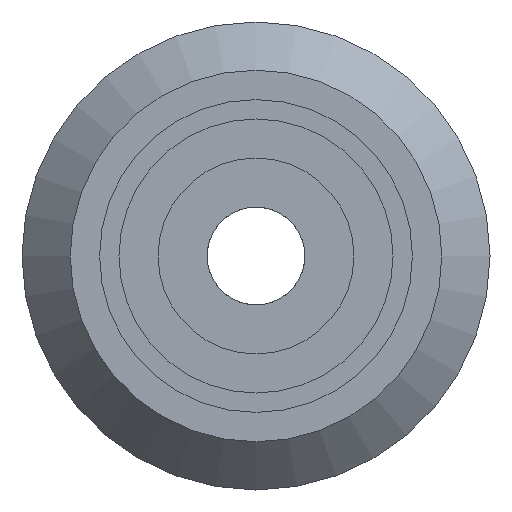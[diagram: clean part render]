
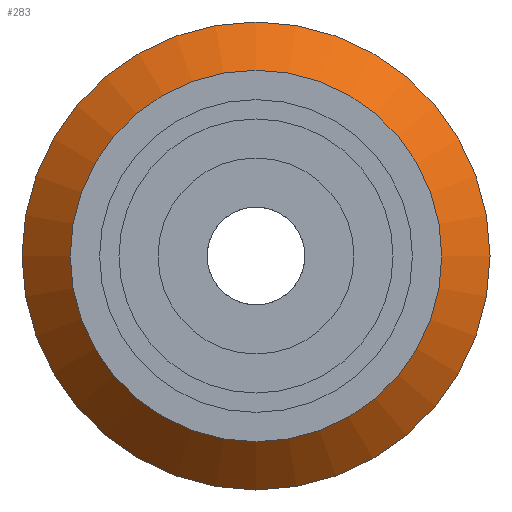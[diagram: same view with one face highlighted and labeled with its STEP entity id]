
A CAD part, front view. The second image highlights one B-rep face of the part: STEP entity #283.
In plain terms, the highlighted conical face has half-angle 45 degrees and reference radius 10.719 mm.
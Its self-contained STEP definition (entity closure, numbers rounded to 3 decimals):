
#35=CONICAL_SURFACE($,#317,10.719,45.);
#51=FACE_BOUND($,#99,.T.);
#77=FACE_OUTER_BOUND($,#98,.T.);
#98=EDGE_LOOP($,(#208));
#99=EDGE_LOOP($,(#209));
#138=CIRCLE($,#316,11.95);
#139=CIRCLE($,#318,9.487);
#160=VERTEX_POINT($,#476);
#161=VERTEX_POINT($,#479);
#182=EDGE_CURVE($,#160,#160,#138,.T.);
#183=EDGE_CURVE($,#161,#161,#139,.T.);
#208=ORIENTED_EDGE($,*,*,#182,.T.);
#209=ORIENTED_EDGE($,*,*,#183,.F.);
#283=ADVANCED_FACE($,(#77,#51),#35,.T.);
#316=AXIS2_PLACEMENT_3D($,#477,#377,#378);
#317=AXIS2_PLACEMENT_3D($,#478,#379,#380);
#318=AXIS2_PLACEMENT_3D($,#480,#381,#382);
#377=DIRECTION('center_axis',(0.,-1.,0.));
#378=DIRECTION('ref_axis',(1.,0.,0.));
#379=DIRECTION('center_axis',(0.,1.,0.));
#380=DIRECTION('ref_axis',(1.,0.,0.));
#381=DIRECTION('center_axis',(0.,-1.,0.));
#382=DIRECTION('ref_axis',(1.,0.,0.));
#476=CARTESIAN_POINT('',(11.95,2.463,0.));
#477=CARTESIAN_POINT('Origin',(0.,2.463,0.));
#478=CARTESIAN_POINT('Origin',(0.,1.232,0.));
#479=CARTESIAN_POINT('',(9.487,0.,0.));
#480=CARTESIAN_POINT('Origin',(0.,0.,0.));
